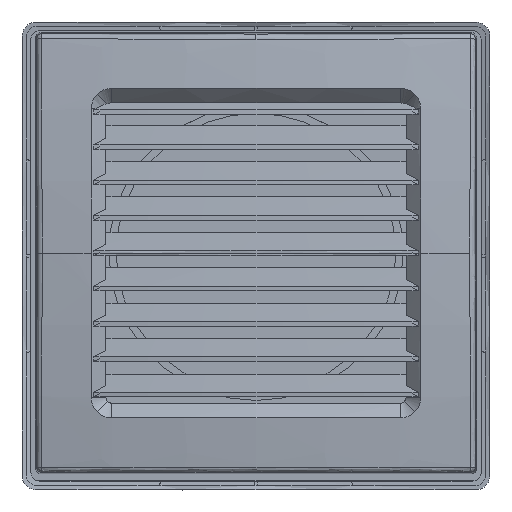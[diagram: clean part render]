
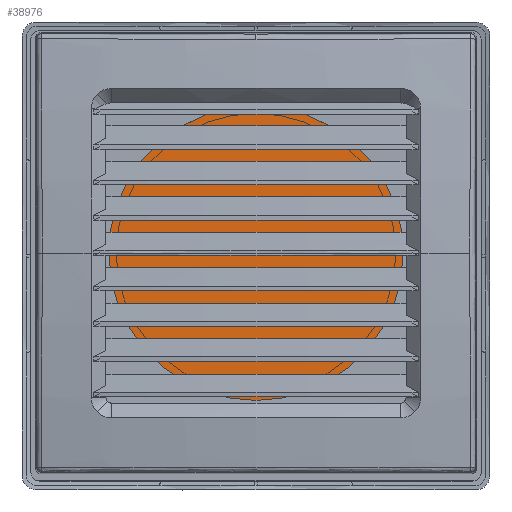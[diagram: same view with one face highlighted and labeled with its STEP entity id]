
A CAD part, top view. The second image highlights one B-rep face of the part: STEP entity #38976.
In plain terms, the highlighted planar face has unit normal (0, 0, 1).
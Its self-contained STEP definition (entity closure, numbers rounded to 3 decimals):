
#3690 = CIRCLE ( 'NONE', #34867, 50. ) ;
#7491 = DIRECTION ( 'NONE',  ( -1., 0., 0. ) ) ;
#12211 = VERTEX_POINT ( 'NONE', #42175 ) ;
#15912 = CIRCLE ( 'NONE', #23082, 50. ) ;
#16052 = EDGE_CURVE ( 'NONE', #19660, #12211, #3690, .T. ) ;
#18910 = DIRECTION ( 'NONE',  ( -1., 0., 0. ) ) ;
#19631 = FACE_OUTER_BOUND ( 'NONE', #25828, .T. ) ;
#19660 = VERTEX_POINT ( 'NONE', #43496 ) ;
#21910 = CARTESIAN_POINT ( 'NONE',  ( 0., 1.5, 531.987 ) ) ;
#23082 = AXIS2_PLACEMENT_3D ( 'NONE', #33474, #33629, #18910 ) ;
#25091 = DIRECTION ( 'NONE',  ( -1., 0., 0. ) ) ;
#25828 = EDGE_LOOP ( 'NONE', ( #39690, #28645 ) ) ;
#28645 = ORIENTED_EDGE ( 'NONE', *, *, #16052, .F. ) ;
#29408 = DIRECTION ( 'NONE',  ( 0., 0., -1. ) ) ;
#32782 = PLANE ( 'NONE',  #38064 ) ;
#33410 = CARTESIAN_POINT ( 'NONE',  ( 22.339, 65.051, 531.987 ) ) ;
#33474 = CARTESIAN_POINT ( 'NONE',  ( 0., 1.5, 531.987 ) ) ;
#33629 = DIRECTION ( 'NONE',  ( 0., 0., -1. ) ) ;
#34867 = AXIS2_PLACEMENT_3D ( 'NONE', #21910, #36344, #25091 ) ;
#36344 = DIRECTION ( 'NONE',  ( 0., 0., -1. ) ) ;
#38064 = AXIS2_PLACEMENT_3D ( 'NONE', #33410, #29408, #7491 ) ;
#38976 = ADVANCED_FACE ( 'NONE', ( #19631 ), #32782, .F. ) ;
#39690 = ORIENTED_EDGE ( 'NONE', *, *, #40943, .F. ) ;
#40943 = EDGE_CURVE ( 'NONE', #12211, #19660, #15912, .T. ) ;
#42175 = CARTESIAN_POINT ( 'NONE',  ( -50., 1.5, 531.987 ) ) ;
#43496 = CARTESIAN_POINT ( 'NONE',  ( 50., 1.5, 531.987 ) ) ;
